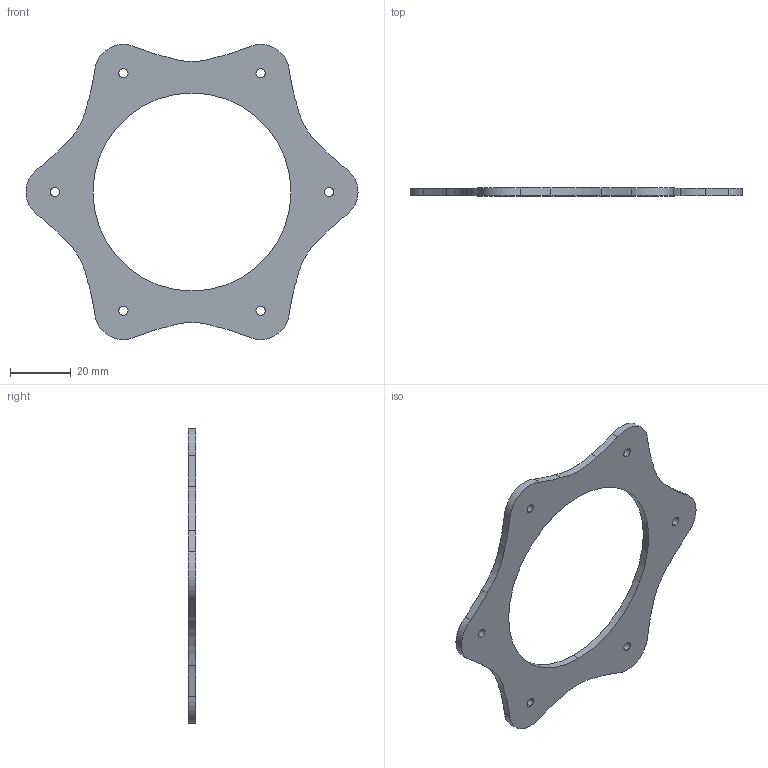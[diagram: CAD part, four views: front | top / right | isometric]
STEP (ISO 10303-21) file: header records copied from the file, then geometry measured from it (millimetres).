
FILE_DESCRIPTION (( 'STEP AP214' ), '1' );
FILE_NAME ('Morphex Frame Top.STEP', '2024-12-20T11:19:16', ( '' ), ( '' ), 'SwSTEP 2.0', 'SolidWorks 2024', '' );
FILE_SCHEMA (( 'AUTOMOTIVE_DESIGN' ));
Length unit declared in the file: millimetre
Products named in the file (1): Morphex Frame Top
Bounding box: 109 x 2.5 x 96.93 mm (x, y, z)
Volume: 9742.1 mm3; surface area: 9294.7 mm2
Topology: 1 solids, 1 shells, 41 faces, 117 edges, 78 vertices
Faces by surface type: cylinder 27, bspline 12, plane 2
Entity records: 1488 total; most frequent: CARTESIAN_POINT 393, ORIENTED_EDGE 234, DIRECTION 207, EDGE_CURVE 117, AXIS2_PLACEMENT_3D 84, VERTEX_POINT 78, EDGE_LOOP 55, CIRCLE 54
